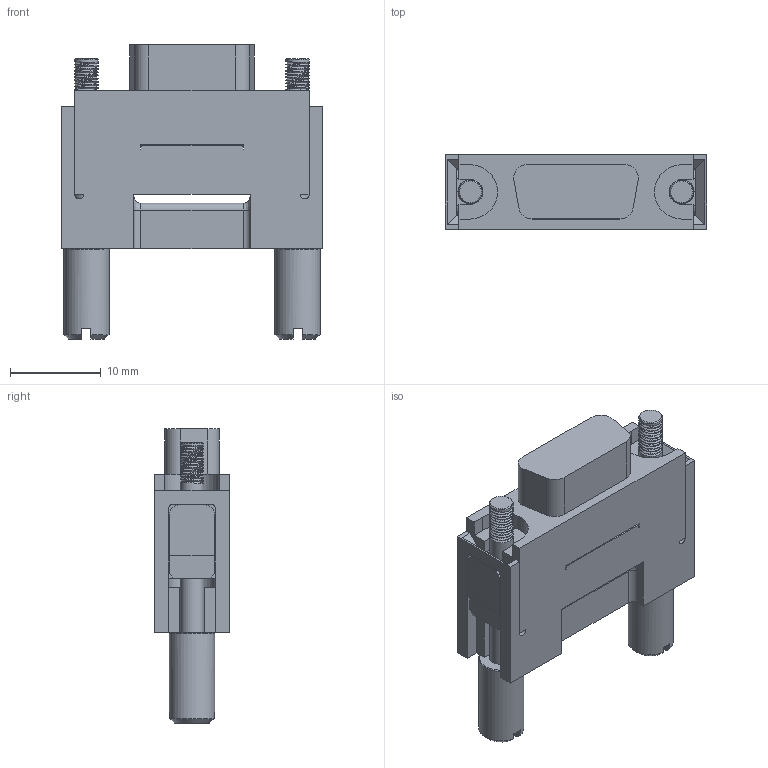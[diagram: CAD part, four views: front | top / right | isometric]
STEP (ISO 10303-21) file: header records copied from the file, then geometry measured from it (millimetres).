
FILE_DESCRIPTION( ('This file contains a STEP AP42 implementation' ,'as created by ZW3D STEP Interface translator.') ,'2;1' );
FILE_NAME( '6341-08FIE28SXT01.stp' ,'231019.102411', (''), ('ZWCAD Software Co.'), 'Version 1.0', 'ZW3D to STEP translator', '' );
FILE_SCHEMA(('AUTOMOTIVE_DESIGN { 1 0 10303 214 1 1 1 1 }'));
Length unit declared in the file: millimetre
Products named in the file (2): 0; 6341-08FIE28SXT01
Bounding box: 28.84 x 8.25 x 32.5 mm (x, y, z)
Volume: 4183.2 mm3; surface area: 3776.2 mm2
Topology: 1 solids, 3 shells, 531 faces, 1525 edges, 973 vertices
Faces by surface type: plane 343, cylinder 133, bspline 47, cone 8
Full cylindrical faces by diameter (mm): 2.6 x26, 2.75 x2, 3.5 x2, 3.6 x2, 5 x2
Entity records: 18936 total; most frequent: CARTESIAN_POINT 4847, ORIENTED_EDGE 3074, DIRECTION 2582, EDGE_CURVE 1525, VECTOR 1096, LINE 1096, VERTEX_POINT 973, AXIS2_PLACEMENT_3D 743
